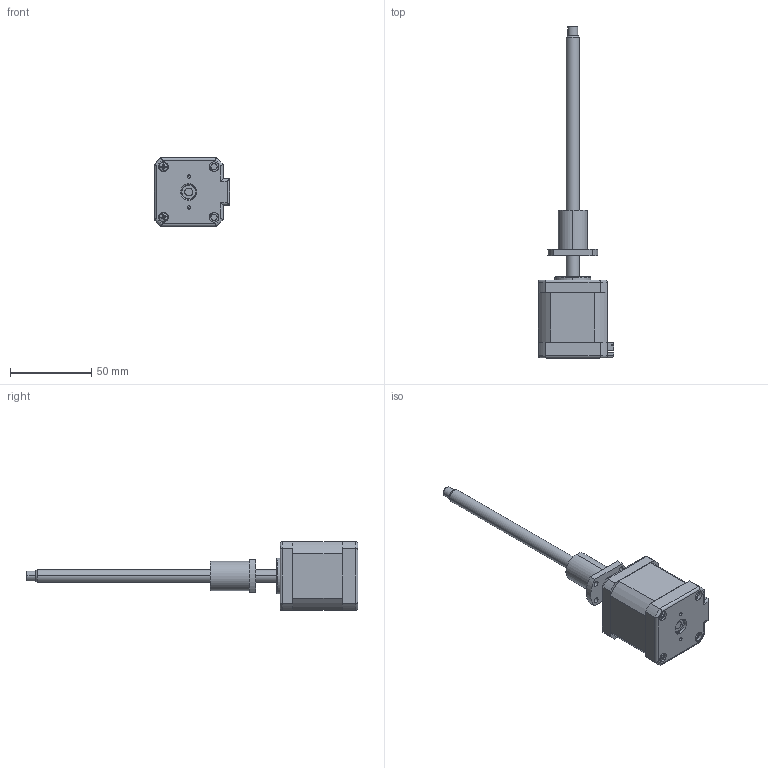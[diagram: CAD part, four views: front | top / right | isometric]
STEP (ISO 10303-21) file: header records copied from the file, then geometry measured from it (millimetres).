
FILE_DESCRIPTION (( 'STEP AP214' ), '1' );
FILE_NAME ('BE176S-B0808-270-FF1-S-200.STEP', '2023-12-04T08:40:41', ( '' ), ( '' ), 'SwSTEP 2.0', 'SolidWorks 2018', '' );
FILE_SCHEMA (( 'AUTOMOTIVE_DESIGN' ));
Length unit declared in the file: millimetre
Products named in the file (1): BE176S-B0808-270-FF1-S-200
Bounding box: 46.2 x 203.8 x 42.2 mm (x, y, z)
Volume: 86132.4 mm3; surface area: 34388.1 mm2
Topology: 7 solids, 13 shells, 662 faces, 1682 edges, 1084 vertices
Faces by surface type: plane 340, cylinder 226, cone 50, torus 36, bspline 6, sphere 4
Entity records: 34064 total; most frequent: CARTESIAN_POINT 10545, ORIENTED_EDGE 3364, DIRECTION 3358, EDGE_CURVE 1682, AXIS2_PLACEMENT_3D 1179, VERTEX_POINT 1084, VECTOR 1000, LINE 1000
